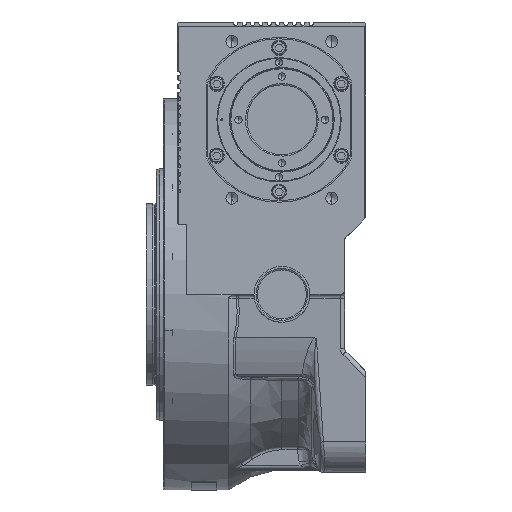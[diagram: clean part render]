
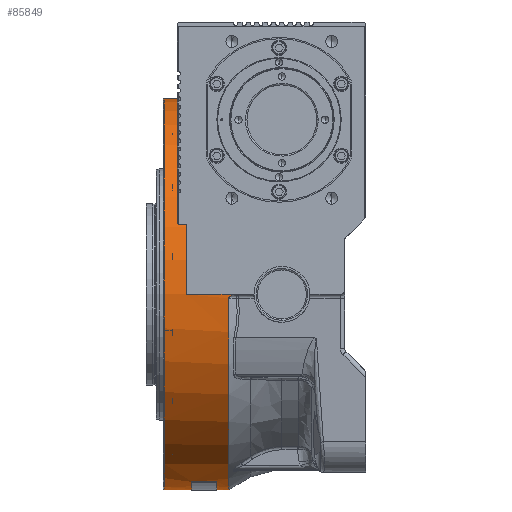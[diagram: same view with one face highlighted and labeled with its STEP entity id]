
A CAD part, left-side view. The second image highlights one B-rep face of the part: STEP entity #85849.
In plain terms, the highlighted cylindrical face has radius 140 mm (diameter 280 mm), a partial arc.
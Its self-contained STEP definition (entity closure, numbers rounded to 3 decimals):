
#339 = DIRECTION ( 'NONE',  ( 0., 1., 0. ) ) ;
#1938 = CARTESIAN_POINT ( 'NONE',  ( -140., 34.13, -0.181 ) ) ;
#2431 = CARTESIAN_POINT ( 'NONE',  ( -139.998, 35.853, -0.672 ) ) ;
#4577 = CARTESIAN_POINT ( 'NONE',  ( 0., 55., 0. ) ) ;
#5503 = DIRECTION ( 'NONE',  ( 0., -1., 0. ) ) ;
#7875 = DIRECTION ( 'NONE',  ( 0., -1., 0. ) ) ;
#8982 = DIRECTION ( 'NONE',  ( 0., 0., 1. ) ) ;
#9250 = CARTESIAN_POINT ( 'NONE',  ( -139.995, 36.913, -1.231 ) ) ;
#10082 = VERTEX_POINT ( 'NONE', #81744 ) ;
#11005 = CARTESIAN_POINT ( 'NONE',  ( 0., 55., 140. ) ) ;
#11306 = DIRECTION ( 'NONE',  ( 0., 0., 1. ) ) ;
#13001 = CARTESIAN_POINT ( 'NONE',  ( 0., 68., 140. ) ) ;
#13223 = EDGE_CURVE ( 'NONE', #79979, #77076, #88804, .T. ) ;
#13386 = CARTESIAN_POINT ( 'NONE',  ( -139.969, 38., -2.945 ) ) ;
#13483 = VERTEX_POINT ( 'NONE', #27656 ) ;
#15934 = LINE ( 'NONE', #83391, #89685 ) ;
#16382 = CARTESIAN_POINT ( 'NONE',  ( 0., 68., 0. ) ) ;
#17661 = VERTEX_POINT ( 'NONE', #58027 ) ;
#17801 = DIRECTION ( 'NONE',  ( 0., 0., 1. ) ) ;
#17948 = ORIENTED_EDGE ( 'NONE', *, *, #93551, .T. ) ;
#19769 = EDGE_CURVE ( 'NONE', #88282, #79979, #49200, .T. ) ;
#20335 = DIRECTION ( 'NONE',  ( 0., 0., 1. ) ) ;
#20402 = ORIENTED_EDGE ( 'NONE', *, *, #83891, .F. ) ;
#20812 = CARTESIAN_POINT ( 'NONE',  ( 0., 38., 0. ) ) ;
#21158 = AXIS2_PLACEMENT_3D ( 'NONE', #16382, #76511, #17801 ) ;
#21317 = DIRECTION ( 'NONE',  ( 0., 1., 0. ) ) ;
#21628 = LINE ( 'NONE', #50003, #75538 ) ;
#22372 = ORIENTED_EDGE ( 'NONE', *, *, #43195, .T. ) ;
#22568 = LINE ( 'NONE', #45061, #44096 ) ;
#23844 = ORIENTED_EDGE ( 'NONE', *, *, #69297, .F. ) ;
#23921 = CARTESIAN_POINT ( 'NONE',  ( -139.999, 35.002, -0.382 ) ) ;
#24421 = CARTESIAN_POINT ( 'NONE',  ( -139.98, 37.888, -2.355 ) ) ;
#25582 = DIRECTION ( 'NONE',  ( 0., -1., 0. ) ) ;
#25771 = ORIENTED_EDGE ( 'NONE', *, *, #19769, .T. ) ;
#27198 = CARTESIAN_POINT ( 'NONE',  ( 0., 38., -140. ) ) ;
#27656 = CARTESIAN_POINT ( 'NONE',  ( -39.598, 46.5, -134.283 ) ) ;
#30178 = DIRECTION ( 'NONE',  ( 0., 0., 1. ) ) ;
#30357 = ORIENTED_EDGE ( 'NONE', *, *, #59770, .F. ) ;
#30839 = CARTESIAN_POINT ( 'NONE',  ( -140., 32.056, 0. ) ) ;
#31307 = CARTESIAN_POINT ( 'NONE',  ( -139.988, 37.573, -1.84 ) ) ;
#32261 = CARTESIAN_POINT ( 'NONE',  ( -139.998, 36.127, -0.79 ) ) ;
#32896 = VECTOR ( 'NONE', #87736, 1000. ) ;
#33589 = CIRCLE ( 'NONE', #50762, 140. ) ;
#33852 = ORIENTED_EDGE ( 'NONE', *, *, #63589, .T. ) ;
#34408 = VERTEX_POINT ( 'NONE', #95777 ) ;
#35295 = ORIENTED_EDGE ( 'NONE', *, *, #58314, .T. ) ;
#36824 = CARTESIAN_POINT ( 'NONE',  ( 0., 46.5, -140. ) ) ;
#37478 = CARTESIAN_POINT ( 'NONE',  ( 0., 64.5, 0. ) ) ;
#37935 = VERTEX_POINT ( 'NONE', #27198 ) ;
#39085 = CARTESIAN_POINT ( 'NONE',  ( -139.999, 35.291, -0.468 ) ) ;
#40053 = VECTOR ( 'NONE', #77015, 1000. ) ;
#40120 = EDGE_LOOP ( 'NONE', ( #23844, #68890, #35295, #30357, #25771, #92362, #33852, #20402, #62998, #17948, #22372 ) ) ;
#41330 = CIRCLE ( 'NONE', #83458, 140. ) ;
#41950 = CARTESIAN_POINT ( 'NONE',  ( 0., 84.2, 140. ) ) ;
#43195 = EDGE_CURVE ( 'NONE', #13483, #54401, #84020, .T. ) ;
#44096 = VECTOR ( 'NONE', #7875, 1000. ) ;
#45061 = CARTESIAN_POINT ( 'NONE',  ( -140., -60., 0. ) ) ;
#45468 = CARTESIAN_POINT ( 'NONE',  ( -139.969, 38., -2.945 ) ) ;
#46910 = CARTESIAN_POINT ( 'NONE',  ( -139.996, 36.656, -1.069 ) ) ;
#49200 = CIRCLE ( 'NONE', #21158, 140. ) ;
#49661 = LINE ( 'NONE', #66685, #32896 ) ;
#50003 = CARTESIAN_POINT ( 'NONE',  ( -39.598, 55., -134.283 ) ) ;
#50762 = AXIS2_PLACEMENT_3D ( 'NONE', #70919, #71437, #11306 ) ;
#52203 = VERTEX_POINT ( 'NONE', #13386 ) ;
#53293 = CARTESIAN_POINT ( 'NONE',  ( -139.975, 37.976, -2.645 ) ) ;
#54401 = VERTEX_POINT ( 'NONE', #36824 ) ;
#54723 = CARTESIAN_POINT ( 'NONE',  ( -140., 32.656, 0. ) ) ;
#58027 = CARTESIAN_POINT ( 'NONE',  ( 0., 84.2, -140. ) ) ;
#58314 = EDGE_CURVE ( 'NONE', #52203, #34408, #92392, .T. ) ;
#58900 = CARTESIAN_POINT ( 'NONE',  ( -140., 68., 0. ) ) ;
#59770 = EDGE_CURVE ( 'NONE', #88282, #34408, #22568, .T. ) ;
#59966 = EDGE_CURVE ( 'NONE', #68587, #10082, #92540, .T. ) ;
#61294 = CARTESIAN_POINT ( 'NONE',  ( 0., 46.5, 0. ) ) ;
#62988 = EDGE_CURVE ( 'NONE', #37935, #52203, #41330, .T. ) ;
#62998 = ORIENTED_EDGE ( 'NONE', *, *, #59966, .T. ) ;
#63589 = EDGE_CURVE ( 'NONE', #77076, #17661, #33589, .T. ) ;
#66685 = CARTESIAN_POINT ( 'NONE',  ( 0., 55., -140. ) ) ;
#68355 = AXIS2_PLACEMENT_3D ( 'NONE', #61294, #25582, #8982 ) ;
#68390 = CARTESIAN_POINT ( 'NONE',  ( -139.972, 38., -2.793 ) ) ;
#68587 = VERTEX_POINT ( 'NONE', #80182 ) ;
#68871 = CARTESIAN_POINT ( 'NONE',  ( -140., 34.422, -0.239 ) ) ;
#68890 = ORIENTED_EDGE ( 'NONE', *, *, #62988, .T. ) ;
#69297 = EDGE_CURVE ( 'NONE', #37935, #54401, #49661, .T. ) ;
#70741 = AXIS2_PLACEMENT_3D ( 'NONE', #37478, #339, #30178 ) ;
#70919 = CARTESIAN_POINT ( 'NONE',  ( 0., 84.2, 0. ) ) ;
#71437 = DIRECTION ( 'NONE',  ( 0., -1., 0. ) ) ;
#75271 = CARTESIAN_POINT ( 'NONE',  ( -140., 33.249, -0.044 ) ) ;
#75538 = VECTOR ( 'NONE', #5503, 1000. ) ;
#75560 = DIRECTION ( 'NONE',  ( 0., 1., 0. ) ) ;
#76250 = CARTESIAN_POINT ( 'NONE',  ( -139.991, 37.37, -1.618 ) ) ;
#76511 = DIRECTION ( 'NONE',  ( 0., 1., 0. ) ) ;
#77015 = DIRECTION ( 'NONE',  ( 0., 1., 0. ) ) ;
#77076 = VERTEX_POINT ( 'NONE', #41950 ) ;
#77186 = CARTESIAN_POINT ( 'NONE',  ( -139.992, 37.26, -1.516 ) ) ;
#79837 = DIRECTION ( 'NONE',  ( 0., 0., 1. ) ) ;
#79979 = VERTEX_POINT ( 'NONE', #13001 ) ;
#80182 = CARTESIAN_POINT ( 'NONE',  ( 0., 64.5, -140. ) ) ;
#81744 = CARTESIAN_POINT ( 'NONE',  ( -39.598, 64.5, -134.283 ) ) ;
#83391 = CARTESIAN_POINT ( 'NONE',  ( 0., 55., -140. ) ) ;
#83458 = AXIS2_PLACEMENT_3D ( 'NONE', #20812, #21317, #20335 ) ;
#83891 = EDGE_CURVE ( 'NONE', #68587, #17661, #15934, .T. ) ;
#84020 = CIRCLE ( 'NONE', #68355, 140. ) ;
#84530 = CARTESIAN_POINT ( 'NONE',  ( -139.982, 37.823, -2.217 ) ) ;
#85727 = FACE_OUTER_BOUND ( 'NONE', #40120, .T. ) ;
#85849 = ADVANCED_FACE ( 'NONE', ( #85727 ), #93499, .T. ) ;
#87736 = DIRECTION ( 'NONE',  ( 0., 1., 0. ) ) ;
#88282 = VERTEX_POINT ( 'NONE', #58900 ) ;
#88804 = LINE ( 'NONE', #11005, #40053 ) ;
#89685 = VECTOR ( 'NONE', #75560, 1000. ) ;
#90860 = CARTESIAN_POINT ( 'NONE',  ( -139.986, 37.666, -1.961 ) ) ;
#92362 = ORIENTED_EDGE ( 'NONE', *, *, #13223, .T. ) ;
#92392 = B_SPLINE_CURVE_WITH_KNOTS ( 'NONE', 3,
 ( #45468, #68390, #53293, #24421, #84530, #90860, #31307, #76250, #77186, #9250, #46910, #32261, #2431, #39085, #23921, #68871, #1938, #75271, #54723, #30839 ),
 .UNSPECIFIED., .F., .F.,
 ( 4, 2, 2, 2, 2, 2, 2, 2, 2, 4 ),
 ( 0., 0., 0.001, 0.001, 0.002, 0.003, 0.004, 0.005, 0.005, 0.007 ),
 .UNSPECIFIED. ) ;
#92540 = CIRCLE ( 'NONE', #70741, 140. ) ;
#93499 = CYLINDRICAL_SURFACE ( 'NONE', #94800, 140. ) ;
#93551 = EDGE_CURVE ( 'NONE', #10082, #13483, #21628, .T. ) ;
#94466 = DIRECTION ( 'NONE',  ( 0., 1., 0. ) ) ;
#94800 = AXIS2_PLACEMENT_3D ( 'NONE', #4577, #94466, #79837 ) ;
#95777 = CARTESIAN_POINT ( 'NONE',  ( -140., 32.056, 0. ) ) ;
